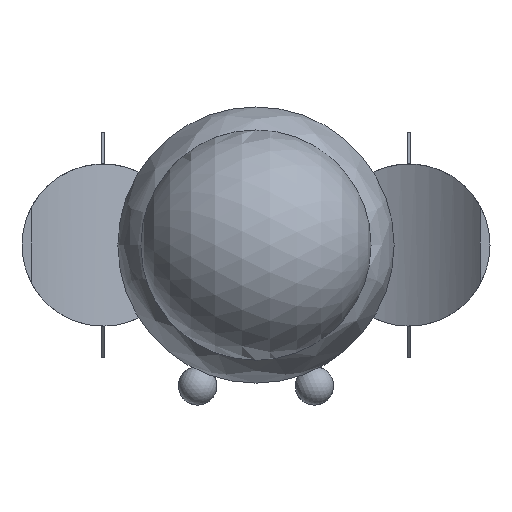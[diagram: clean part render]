
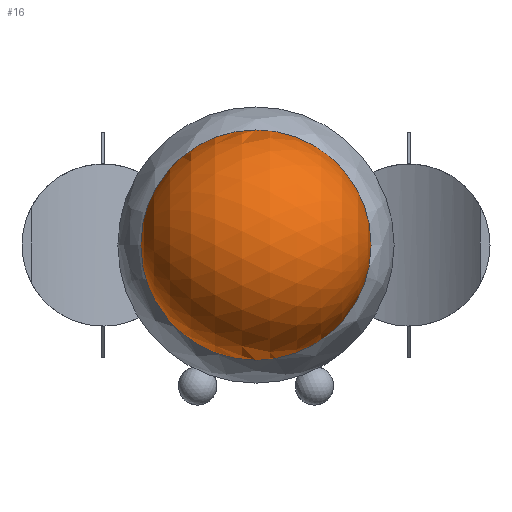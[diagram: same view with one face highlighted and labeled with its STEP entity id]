
A CAD part, front view. The second image highlights one B-rep face of the part: STEP entity #16.
In plain terms, the highlighted spherical face has radius 60 mm.
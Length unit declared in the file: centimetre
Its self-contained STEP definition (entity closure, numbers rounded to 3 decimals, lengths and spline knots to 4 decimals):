
#16=ADVANCED_FACE('',(#22),#17,.T.);
#17=SPHERICAL_SURFACE('',#18,6.);
#18=AXIS2_PLACEMENT_3D('',#19,#20,#21);
#19=CARTESIAN_POINT('',(0.,0.,0.));
#20=DIRECTION('',(1.,0.,0.));
#21=DIRECTION('',(0.,-1.,0.));
#22=FACE_BOUND('',#23,.T.);
#23=EDGE_LOOP('',(#24));
#24=ORIENTED_EDGE('',*,*,#25,.F.);
#25=EDGE_CURVE('',#26,#26,#28,.F.);
#26=VERTEX_POINT('',#27);
#27=CARTESIAN_POINT('',(0.,0.,-6.));
#28=CIRCLE('',#29,6.);
#29=AXIS2_PLACEMENT_3D('',#30,#31,#32);
#30=CARTESIAN_POINT('',(0.,0.,0.));
#31=DIRECTION('',(0.,-1.,0.));
#32=DIRECTION('',(0.,0.,-1.));
